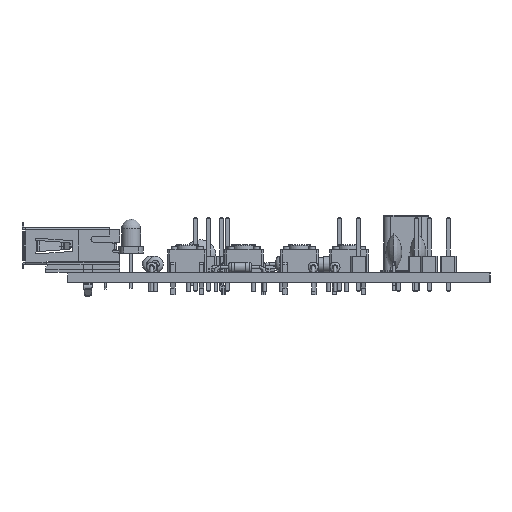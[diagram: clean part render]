
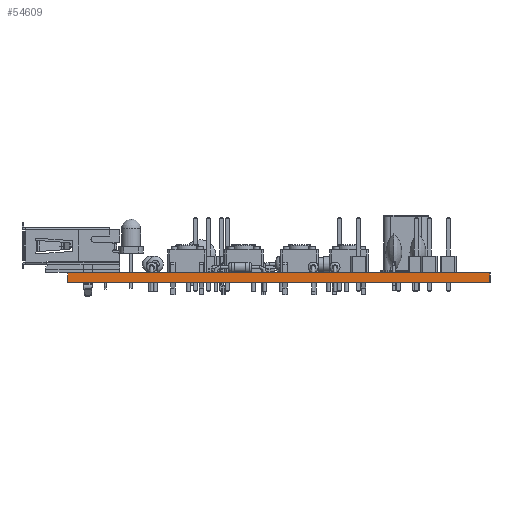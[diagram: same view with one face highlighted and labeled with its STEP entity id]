
A CAD part, left-side view. The second image highlights one B-rep face of the part: STEP entity #54609.
In plain terms, the highlighted planar face has unit normal (-1, 0, 0).
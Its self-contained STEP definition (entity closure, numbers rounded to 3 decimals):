
#54553 = VERTEX_POINT('',#54554);
#54554 = CARTESIAN_POINT('',(75.25,-138.75,1.51));
#54560 = EDGE_CURVE('',#54561,#54553,#54563,.T.);
#54561 = VERTEX_POINT('',#54562);
#54562 = CARTESIAN_POINT('',(75.25,-138.75,0.));
#54563 = LINE('',#54564,#54565);
#54564 = CARTESIAN_POINT('',(75.25,-138.75,0.));
#54565 = VECTOR('',#54566,1.);
#54566 = DIRECTION('',(0.,0.,1.));
#54609 = ADVANCED_FACE('',(#54610),#54635,.T.);
#54610 = FACE_BOUND('',#54611,.T.);
#54611 = EDGE_LOOP('',(#54612,#54613,#54621,#54629));
#54612 = ORIENTED_EDGE('',*,*,#54560,.T.);
#54613 = ORIENTED_EDGE('',*,*,#54614,.T.);
#54614 = EDGE_CURVE('',#54553,#54615,#54617,.T.);
#54615 = VERTEX_POINT('',#54616);
#54616 = CARTESIAN_POINT('',(75.25,-72.84,1.51));
#54617 = LINE('',#54618,#54619);
#54618 = CARTESIAN_POINT('',(75.25,-138.75,1.51));
#54619 = VECTOR('',#54620,1.);
#54620 = DIRECTION('',(0.,1.,0.));
#54621 = ORIENTED_EDGE('',*,*,#54622,.F.);
#54622 = EDGE_CURVE('',#54623,#54615,#54625,.T.);
#54623 = VERTEX_POINT('',#54624);
#54624 = CARTESIAN_POINT('',(75.25,-72.84,0.));
#54625 = LINE('',#54626,#54627);
#54626 = CARTESIAN_POINT('',(75.25,-72.84,0.));
#54627 = VECTOR('',#54628,1.);
#54628 = DIRECTION('',(0.,0.,1.));
#54629 = ORIENTED_EDGE('',*,*,#54630,.F.);
#54630 = EDGE_CURVE('',#54561,#54623,#54631,.T.);
#54631 = LINE('',#54632,#54633);
#54632 = CARTESIAN_POINT('',(75.25,-138.75,0.));
#54633 = VECTOR('',#54634,1.);
#54634 = DIRECTION('',(0.,1.,0.));
#54635 = PLANE('',#54636);
#54636 = AXIS2_PLACEMENT_3D('',#54637,#54638,#54639);
#54637 = CARTESIAN_POINT('',(75.25,-138.75,0.));
#54638 = DIRECTION('',(-1.,0.,0.));
#54639 = DIRECTION('',(0.,1.,0.));
